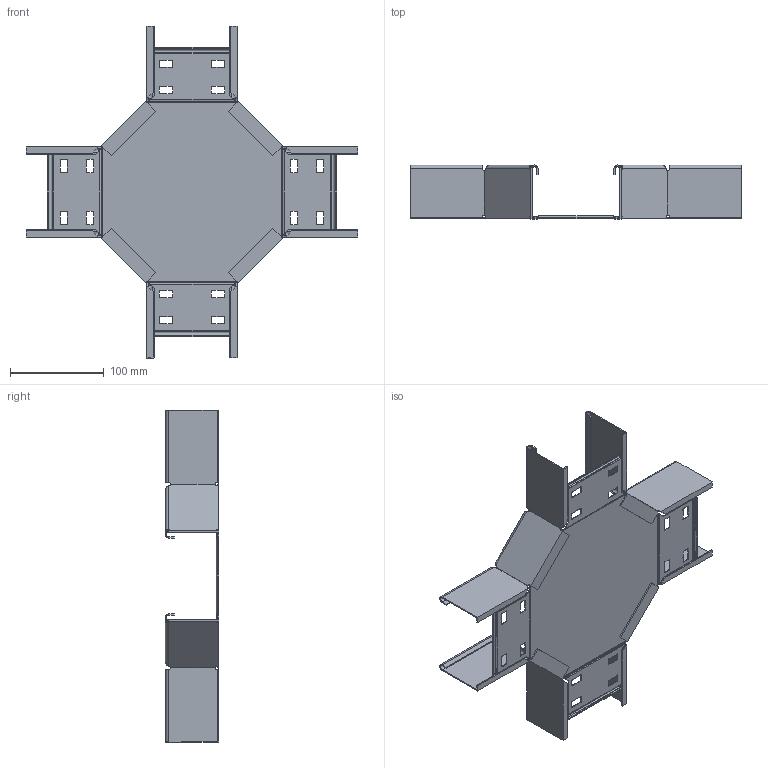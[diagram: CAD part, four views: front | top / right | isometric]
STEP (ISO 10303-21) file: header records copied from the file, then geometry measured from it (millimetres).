
FILE_DESCRIPTION (( 'STEP AP214' ), '1' );
FILE_NAME ('7027311.STEP', '2024-10-18T06:51:39', ( '' ), ( '' ), 'SwSTEP 2.0', 'SolidWorks 2022', '' );
FILE_SCHEMA (( 'AUTOMOTIVE_DESIGN' ));
Length unit declared in the file: millimetre
Products named in the file (3): 7027311; 167655_60x90°; 171992_100
Assembly tree (5 placements, depth 2):
  7027311
    171992_100
    167655_60x90°  x4
Bounding box: 353.97 x 57 x 353.97 mm (x, y, z)
Volume: 123752.4 mm3; surface area: 242701.3 mm2
Topology: 5 solids, 5 shells, 530 faces, 1368 edges, 848 vertices
Faces by surface type: plane 330, cylinder 168, bspline 32
Entity records: 10297 total; most frequent: CARTESIAN_POINT 2328, ORIENTED_EDGE 1668, DIRECTION 1550, EDGE_CURVE 834, VECTOR 546, LINE 546, VERTEX_POINT 524, AXIS2_PLACEMENT_3D 502
